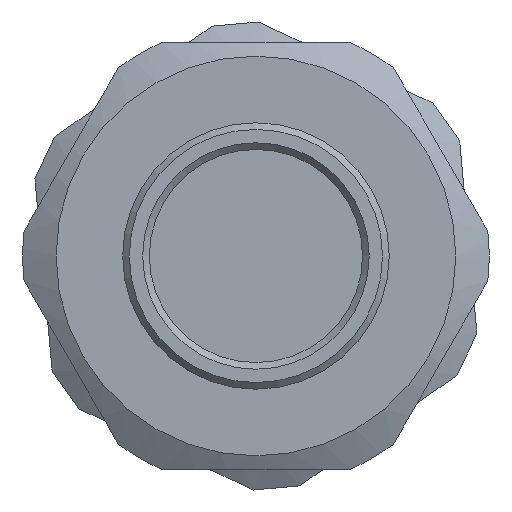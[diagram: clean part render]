
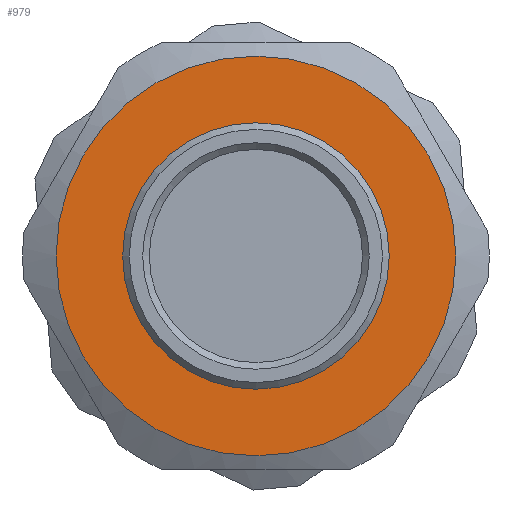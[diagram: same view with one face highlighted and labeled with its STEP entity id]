
A CAD part, front view. The second image highlights one B-rep face of the part: STEP entity #979.
In plain terms, the highlighted planar face has unit normal (0, -1, 0).
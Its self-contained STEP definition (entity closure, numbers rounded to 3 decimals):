
#210=FACE_BOUND('',#317,.T.);
#257=FACE_OUTER_BOUND('',#316,.T.);
#316=EDGE_LOOP('',(#807));
#317=EDGE_LOOP('',(#808));
#369=CIRCLE('',#1095,9.5);
#370=CIRCLE('',#1097,15.);
#455=VERTEX_POINT('',#1724);
#456=VERTEX_POINT('',#1728);
#579=EDGE_CURVE('',#455,#455,#369,.T.);
#581=EDGE_CURVE('',#456,#456,#370,.T.);
#807=ORIENTED_EDGE('',*,*,#581,.F.);
#808=ORIENTED_EDGE('',*,*,#579,.T.);
#872=PLANE('',#1096);
#979=ADVANCED_FACE('',(#257,#210),#872,.T.);
#1095=AXIS2_PLACEMENT_3D('',#1725,#1338,#1339);
#1096=AXIS2_PLACEMENT_3D('',#1727,#1341,#1342);
#1097=AXIS2_PLACEMENT_3D('',#1729,#1343,#1344);
#1338=DIRECTION('center_axis',(0.,1.,0.));
#1339=DIRECTION('ref_axis',(1.,0.,0.));
#1341=DIRECTION('center_axis',(0.,-1.,0.));
#1342=DIRECTION('ref_axis',(0.,0.,-1.));
#1343=DIRECTION('center_axis',(0.,1.,0.));
#1344=DIRECTION('ref_axis',(1.,0.,0.));
#1724=CARTESIAN_POINT('',(9.605,-41.628,0.));
#1725=CARTESIAN_POINT('Origin',(0.105,-41.628,0.));
#1727=CARTESIAN_POINT('Origin',(-14.895,-41.628,0.));
#1728=CARTESIAN_POINT('',(15.105,-41.628,0.));
#1729=CARTESIAN_POINT('Origin',(0.105,-41.628,0.));
